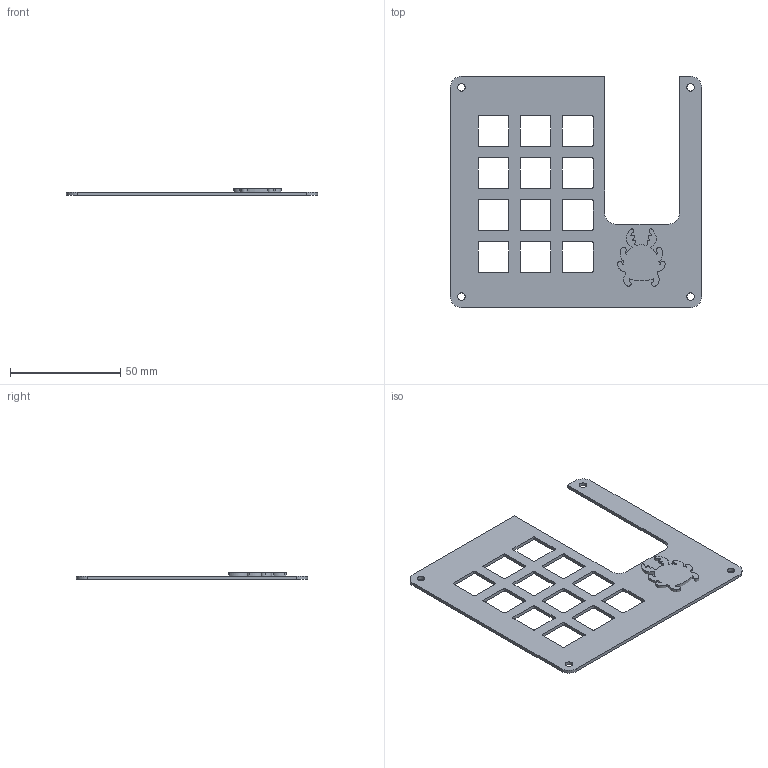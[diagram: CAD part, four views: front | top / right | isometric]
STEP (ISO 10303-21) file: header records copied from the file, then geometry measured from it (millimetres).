
FILE_DESCRIPTION(/* description */ (''),/* implementation_level */ '2;1');
FILE_NAME(/* name */ 'a2942525-3a04-4b9f-a500-d51c237cac2d.stp',/* time_stamp */ '2025-06-27T20:12:05Z',/* author */ (''),/* organization */ (''),/* preprocessor_version */ 'ST-DEVELOPER v20.1',/* originating_system */ 'Autodesk Translation Framework v14.10.0.0',/* authorisation */ '');
FILE_SCHEMA (('AUTOMOTIVE_DESIGN { 1 0 10303 214 3 1 1 }'));
Length unit declared in the file: millimetre
Products named in the file (1): casetop
Bounding box: 113.87 x 104.84 x 3 mm (x, y, z)
Volume: 11545.1 mm3; surface area: 17346.8 mm2
Topology: 2 solids, 2 shells, 164 faces, 480 edges, 320 vertices
Faces by surface type: plane 60, cylinder 59, bspline 45
Full cylindrical faces by diameter (mm): 3.4 x4
Entity records: 5673 total; most frequent: CARTESIAN_POINT 1550, ORIENTED_EDGE 960, DIRECTION 748, EDGE_CURVE 480, VERTEX_POINT 320, LINE 272, VECTOR 272, AXIS2_PLACEMENT_3D 238
